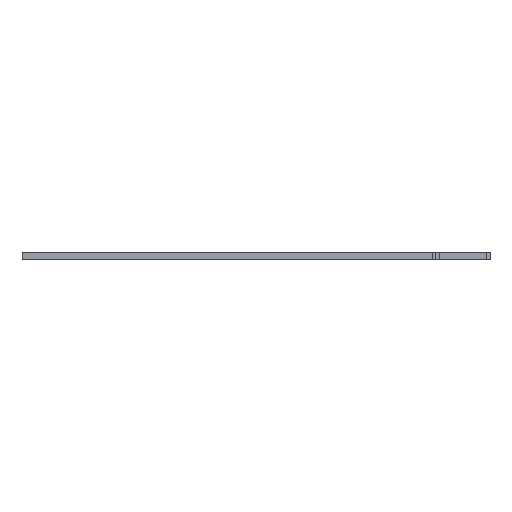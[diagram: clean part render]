
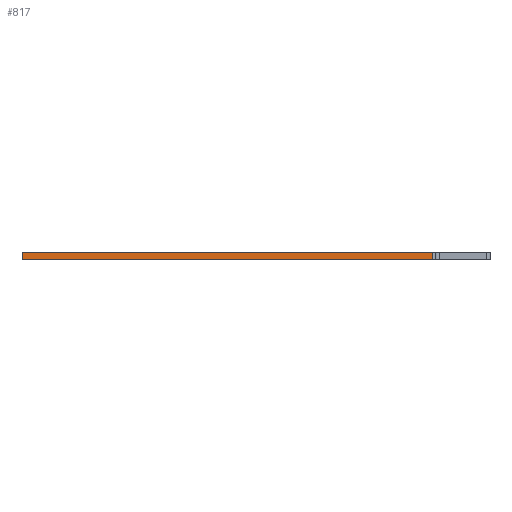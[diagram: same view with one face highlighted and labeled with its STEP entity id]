
A CAD part, front view. The second image highlights one B-rep face of the part: STEP entity #817.
In plain terms, the highlighted planar face has unit normal (0, -1, 0).
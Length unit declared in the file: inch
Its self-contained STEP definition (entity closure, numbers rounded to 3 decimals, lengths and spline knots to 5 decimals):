
#52=PLANE('',#918);
#91=FACE_OUTER_BOUND('',#143,.T.);
#143=EDGE_LOOP('',(#707,#708,#709,#710));
#177=LINE('',#1230,#243);
#204=LINE('',#1330,#270);
#221=LINE('',#1388,#287);
#222=LINE('',#1390,#288);
#243=VECTOR('',#981,0.3937);
#270=VECTOR('',#1082,0.3937);
#287=VECTOR('',#1153,0.3937);
#288=VECTOR('',#1156,0.3937);
#362=VERTEX_POINT('',#1227);
#363=VERTEX_POINT('',#1229);
#399=VERTEX_POINT('',#1328);
#413=VERTEX_POINT('',#1386);
#444=EDGE_CURVE('',#362,#363,#177,.T.);
#495=EDGE_CURVE('',#399,#362,#204,.T.);
#524=EDGE_CURVE('',#413,#363,#221,.T.);
#525=EDGE_CURVE('',#413,#399,#222,.T.);
#707=ORIENTED_EDGE('',*,*,#495,.F.);
#708=ORIENTED_EDGE('',*,*,#525,.F.);
#709=ORIENTED_EDGE('',*,*,#524,.T.);
#710=ORIENTED_EDGE('',*,*,#444,.F.);
#817=ADVANCED_FACE('',(#91),#52,.T.);
#918=AXIS2_PLACEMENT_3D('',#1389,#1154,#1155);
#981=DIRECTION('',(-1.,0.,0.));
#1082=DIRECTION('',(0.,0.,-1.));
#1153=DIRECTION('',(0.,0.,-1.));
#1154=DIRECTION('center_axis',(0.,-1.,0.));
#1155=DIRECTION('ref_axis',(-1.,0.,0.));
#1156=DIRECTION('',(1.,0.,0.));
#1227=CARTESIAN_POINT('',(8.54331,-9.40945,-0.15748));
#1229=CARTESIAN_POINT('',(-0.37402,-9.40945,-0.15748));
#1230=CARTESIAN_POINT('',(0.,-9.40945,-0.15748));
#1328=CARTESIAN_POINT('',(8.54331,-9.40945,0.));
#1330=CARTESIAN_POINT('',(8.54331,-9.40945,0.));
#1386=CARTESIAN_POINT('',(-0.37402,-9.40945,0.));
#1388=CARTESIAN_POINT('',(-0.37402,-9.40945,0.));
#1389=CARTESIAN_POINT('Origin',(8.62205,-9.40945,0.));
#1390=CARTESIAN_POINT('',(0.,-9.40945,0.));
